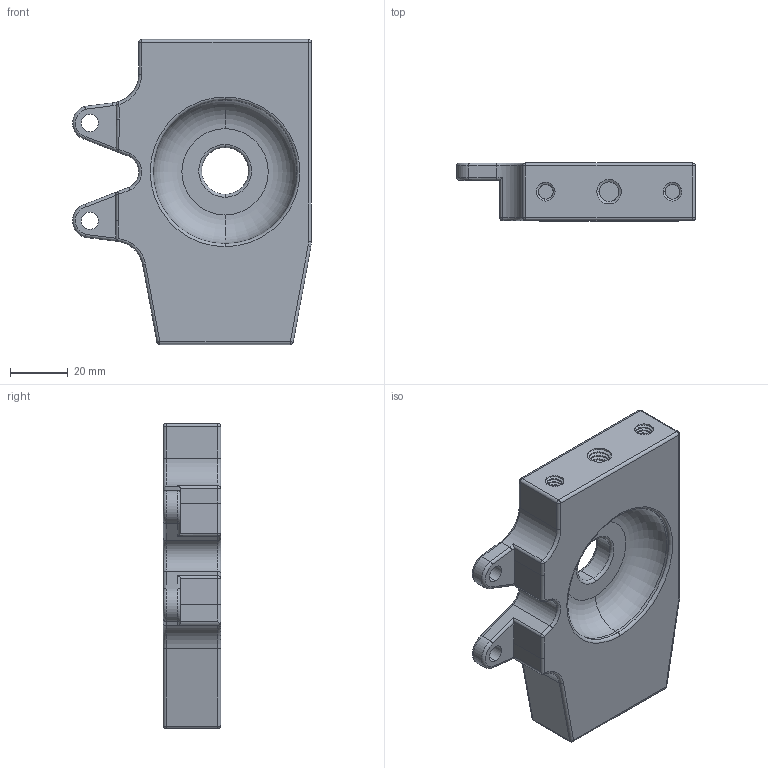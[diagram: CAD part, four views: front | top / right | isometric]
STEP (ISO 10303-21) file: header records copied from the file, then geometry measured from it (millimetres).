
FILE_DESCRIPTION (( 'STEP AP203' ), '1' );
FILE_NAME ('PORTE MOYEUX JMC gauche ok.STEP', '2023-01-07T17:54:04', ( '' ), ( '' ), 'SwSTEP 2.0', 'SolidWorks 2021', '' );
FILE_SCHEMA (( 'CONFIG_CONTROL_DESIGN' ));
Length unit declared in the file: millimetre
Products named in the file (1): PORTE MOYEUX JMC gauche ok
Bounding box: 82.98 x 20 x 106 mm (x, y, z)
Volume: 105798.7 mm3; surface area: 24551.4 mm2
Topology: 1 solids, 1 shells, 283 faces, 750 edges, 464 vertices
Faces by surface type: cylinder 207, plane 29, torus 21, bspline 15, sphere 11
Entity records: 21007 total; most frequent: CARTESIAN_POINT 14979, ORIENTED_EDGE 1478, DIRECTION 1032, EDGE_CURVE 739, VERTEX_POINT 464, AXIS2_PLACEMENT_3D 384, EDGE_LOOP 295, ADVANCED_FACE 283
